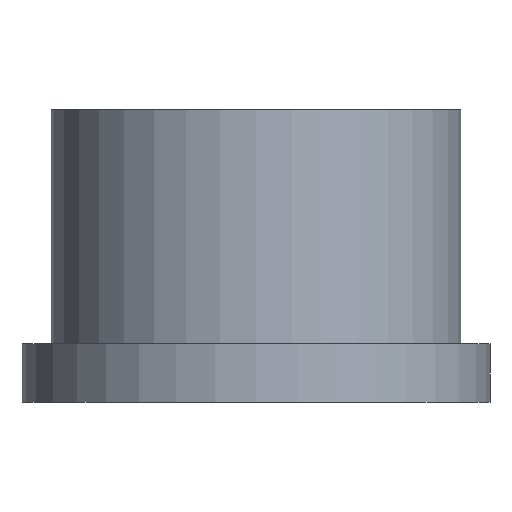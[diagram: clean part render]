
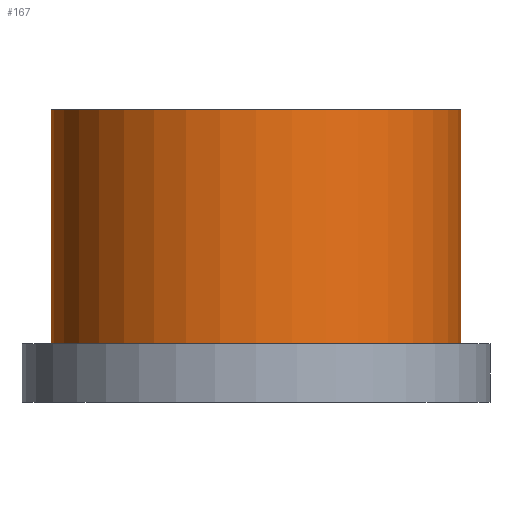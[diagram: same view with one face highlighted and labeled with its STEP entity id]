
A CAD part, front view. The second image highlights one B-rep face of the part: STEP entity #167.
In plain terms, the highlighted cylindrical face has radius 7 mm (diameter 14 mm), a full revolution.
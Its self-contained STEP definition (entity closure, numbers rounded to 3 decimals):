
#28=CYLINDRICAL_SURFACE('',#205,7.);
#40=FACE_OUTER_BOUND('',#57,.T.);
#57=EDGE_LOOP('',(#149,#150,#151,#152));
#64=LINE('',#306,#71);
#71=VECTOR('',#262,7.);
#81=CIRCLE('',#200,7.);
#83=CIRCLE('',#203,7.);
#93=VERTEX_POINT('',#296);
#95=VERTEX_POINT('',#301);
#110=EDGE_CURVE('',#93,#93,#81,.T.);
#112=EDGE_CURVE('',#95,#95,#83,.T.);
#114=EDGE_CURVE('',#93,#95,#64,.T.);
#149=ORIENTED_EDGE('',*,*,#110,.F.);
#150=ORIENTED_EDGE('',*,*,#114,.T.);
#151=ORIENTED_EDGE('',*,*,#112,.T.);
#152=ORIENTED_EDGE('',*,*,#114,.F.);
#167=ADVANCED_FACE('',(#40),#28,.T.);
#200=AXIS2_PLACEMENT_3D('',#297,#249,#250);
#203=AXIS2_PLACEMENT_3D('',#302,#255,#256);
#205=AXIS2_PLACEMENT_3D('',#305,#260,#261);
#249=DIRECTION('center_axis',(0.,0.,1.));
#250=DIRECTION('ref_axis',(1.,0.,0.));
#255=DIRECTION('center_axis',(0.,0.,1.));
#256=DIRECTION('ref_axis',(1.,0.,0.));
#260=DIRECTION('center_axis',(0.,0.,1.));
#261=DIRECTION('ref_axis',(1.,0.,0.));
#262=DIRECTION('',(0.,0.,-1.));
#296=CARTESIAN_POINT('',(23.,30.,8.));
#297=CARTESIAN_POINT('Origin',(30.,30.,8.));
#301=CARTESIAN_POINT('',(23.,30.,0.));
#302=CARTESIAN_POINT('Origin',(30.,30.,0.));
#305=CARTESIAN_POINT('Origin',(30.,30.,0.));
#306=CARTESIAN_POINT('',(23.,30.,0.));
